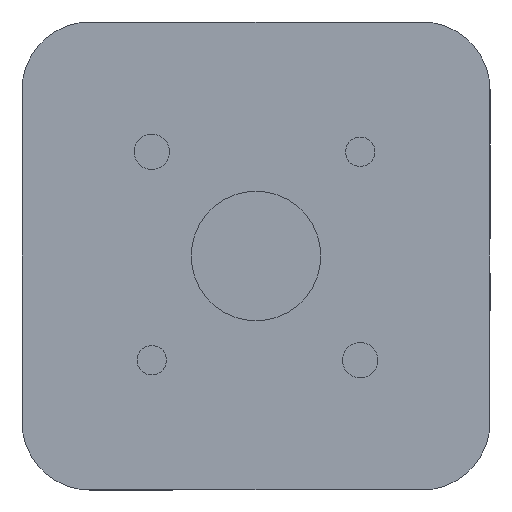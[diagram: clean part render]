
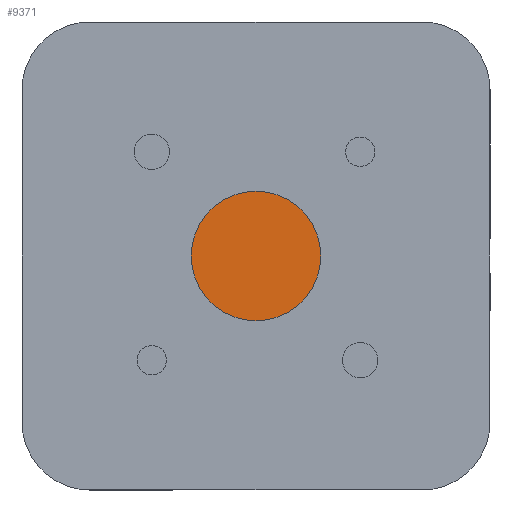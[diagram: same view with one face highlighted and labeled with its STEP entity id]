
A CAD part, left-side view. The second image highlights one B-rep face of the part: STEP entity #9371.
In plain terms, the highlighted planar face has unit normal (-1, 0, 0).
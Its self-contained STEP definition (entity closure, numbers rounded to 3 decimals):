
#26 = EDGE_LOOP ( 'NONE', ( #1356, #1364 ) ) ;
#1356 = ORIENTED_EDGE ( 'NONE', *, *, #8643, .T. ) ;
#1364 = ORIENTED_EDGE ( 'NONE', *, *, #8570, .T. ) ;
#2920 = FACE_OUTER_BOUND ( 'NONE', #26, .T. ) ;
#3089 = PLANE ( 'NONE',  #5515 ) ;
#3129 = CARTESIAN_POINT ( 'NONE',  ( -19.821, 11., 0. ) ) ;
#3138 = DIRECTION ( 'NONE',  ( 1., 0., 0. ) ) ;
#3139 = DIRECTION ( 'NONE',  ( 0., 0., -1. ) ) ;
#3289 = CARTESIAN_POINT ( 'NONE',  ( -19.821, 0., -11. ) ) ;
#3290 = CARTESIAN_POINT ( 'NONE',  ( -19.821, 0., 11. ) ) ;
#4554 = CARTESIAN_POINT ( 'NONE',  ( -19.821, 0., 0. ) ) ;
#4555 = DIRECTION ( 'NONE',  ( -1., 0., 0. ) ) ;
#4556 = DIRECTION ( 'NONE',  ( 0., 0., 1. ) ) ;
#4722 = CARTESIAN_POINT ( 'NONE',  ( -19.821, 0., 0. ) ) ;
#4724 = DIRECTION ( 'NONE',  ( -1., 0., 0. ) ) ;
#4725 = DIRECTION ( 'NONE',  ( 0., 0., 1. ) ) ;
#5515 = AXIS2_PLACEMENT_3D ( 'NONE', #3129, #3138, #3139 ) ;
#7536 = CIRCLE ( 'NONE', #9057, 11. ) ;
#7658 = CIRCLE ( 'NONE', #9082, 11. ) ;
#8570 = EDGE_CURVE ( 'NONE', #9432, #9433, #7536, .T. ) ;
#8643 = EDGE_CURVE ( 'NONE', #9433, #9432, #7658, .T. ) ;
#9057 = AXIS2_PLACEMENT_3D ( 'NONE', #4554, #4555, #4556 ) ;
#9082 = AXIS2_PLACEMENT_3D ( 'NONE', #4722, #4724, #4725 ) ;
#9371 = ADVANCED_FACE ( 'NONE', ( #2920 ), #3089, .F. ) ;
#9432 = VERTEX_POINT ( 'NONE', #3289 ) ;
#9433 = VERTEX_POINT ( 'NONE', #3290 ) ;
